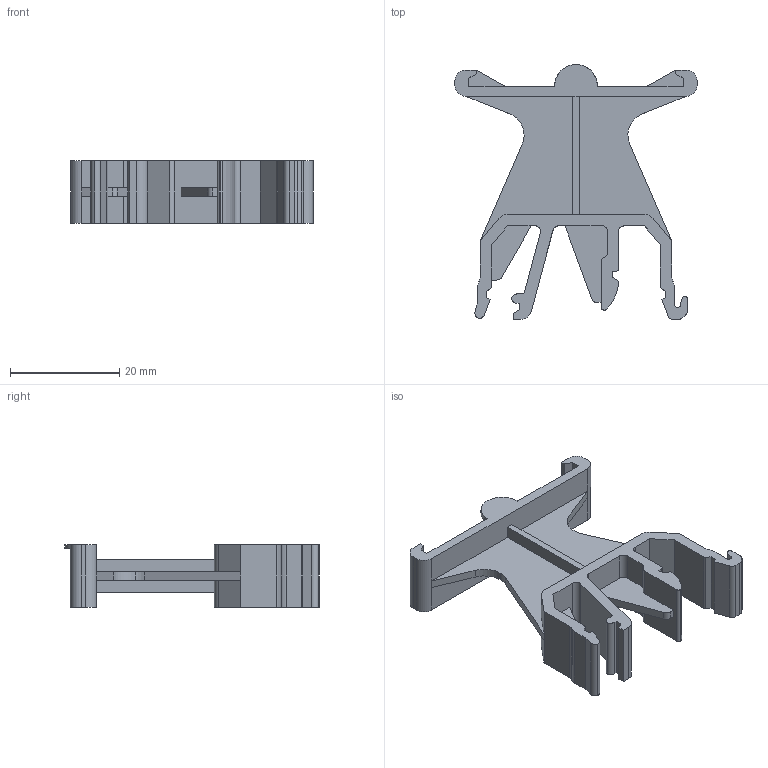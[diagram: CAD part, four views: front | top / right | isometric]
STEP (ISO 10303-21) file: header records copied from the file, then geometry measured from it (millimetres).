
FILE_DESCRIPTION (( 'STEP AP214' ), '1' );
FILE_NAME ('496110_GE.STP', '2015-04-13T05:37:42', ( '' ), ( '' ), 'SwSTEP 2.0', 'SolidWorks 2015', '' );
FILE_SCHEMA (( 'AUTOMOTIVE_DESIGN' ));
Length unit declared in the file: millimetre
Products named in the file (1): 496110_GE
Bounding box: 44.3 x 46.6 x 11.5 mm (x, y, z)
Volume: 4721.7 mm3; surface area: 5797.9 mm2
Topology: 1 solids, 1 shells, 147 faces, 425 edges, 280 vertices
Faces by surface type: plane 97, cylinder 50
Entity records: 4854 total; most frequent: CARTESIAN_POINT 856, ORIENTED_EDGE 850, DIRECTION 821, EDGE_CURVE 425, VECTOR 323, LINE 323, VERTEX_POINT 280, AXIS2_PLACEMENT_3D 249
